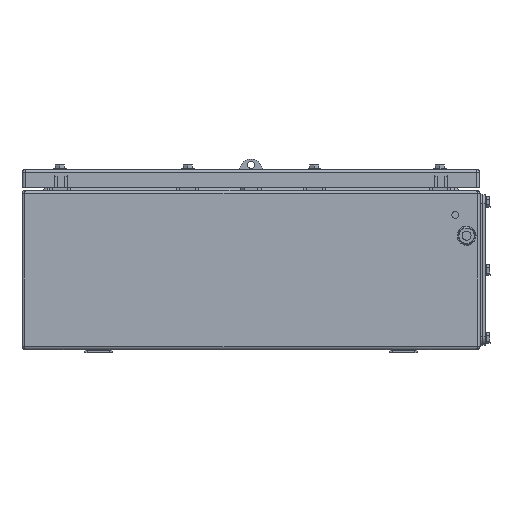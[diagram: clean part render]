
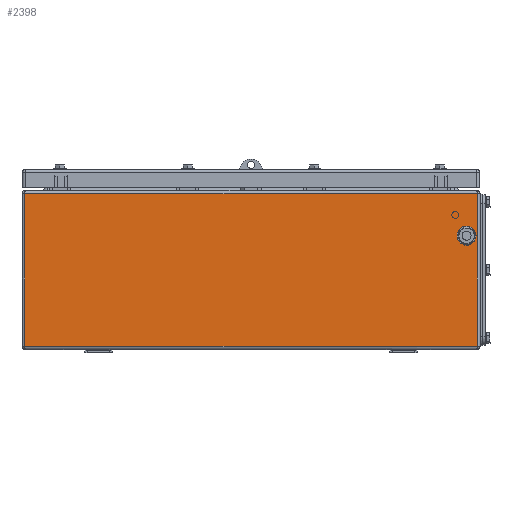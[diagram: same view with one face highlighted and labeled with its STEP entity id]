
A CAD part, left-side view. The second image highlights one B-rep face of the part: STEP entity #2398.
In plain terms, the highlighted planar face has unit normal (-1, 0, 0).
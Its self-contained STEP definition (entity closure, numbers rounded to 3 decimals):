
#2313=AXIS2_PLACEMENT_3D('Plane Axis2P3D',#2310,#2311,#2312) ;
#1650=CARTESIAN_POINT('Vertex',(25.5,14.,176.5)) ;
#1653=CARTESIAN_POINT('Line Origine',(25.5,14.,180.5)) ;
#1657=CARTESIAN_POINT('Vertex',(25.5,14.,7.5)) ;
#2310=CARTESIAN_POINT('Axis2P3D Location',(25.5,519.,180.5)) ;
#2315=CARTESIAN_POINT('Line Origine',(25.5,516.,92.)) ;
#2319=CARTESIAN_POINT('Vertex',(25.5,516.,176.5)) ;
#2321=CARTESIAN_POINT('Vertex',(25.5,516.,7.5)) ;
#2324=CARTESIAN_POINT('Line Origine',(25.5,265.,7.5)) ;
#2329=CARTESIAN_POINT('Line Origine',(25.5,265.,176.5)) ;
#2340=CARTESIAN_POINT('Line Origine',(25.5,31.15,130.)) ;
#2344=CARTESIAN_POINT('Vertex',(25.5,31.15,134.96)) ;
#2346=CARTESIAN_POINT('Vertex',(25.5,31.15,125.04)) ;
#2350=CARTESIAN_POINT('Control Point',(25.5,20.85,134.96)) ;
#2351=CARTESIAN_POINT('Control Point',(25.5,21.304,135.432)) ;
#2352=CARTESIAN_POINT('Control Point',(25.5,21.813,135.851)) ;
#2353=CARTESIAN_POINT('Control Point',(25.5,22.367,136.211)) ;
#2354=CARTESIAN_POINT('Control Point',(25.5,23.549,136.796)) ;
#2355=CARTESIAN_POINT('Control Point',(25.5,24.832,137.1)) ;
#2356=CARTESIAN_POINT('Control Point',(25.5,25.488,137.177)) ;
#2357=CARTESIAN_POINT('Control Point',(25.5,26.806,137.18)) ;
#2358=CARTESIAN_POINT('Control Point',(25.5,28.091,136.885)) ;
#2359=CARTESIAN_POINT('Control Point',(25.5,28.714,136.664)) ;
#2360=CARTESIAN_POINT('Control Point',(25.5,29.609,136.225)) ;
#2361=CARTESIAN_POINT('Control Point',(25.5,30.411,135.642)) ;
#2362=CARTESIAN_POINT('Control Point',(25.5,30.671,135.429)) ;
#2363=CARTESIAN_POINT('Control Point',(25.5,30.918,135.201)) ;
#2364=CARTESIAN_POINT('Control Point',(25.5,31.15,134.96)) ;
#2365=CARTESIAN_POINT('Vertex',(25.5,20.85,134.96)) ;
#2368=CARTESIAN_POINT('Line Origine',(25.5,20.85,130.)) ;
#2372=CARTESIAN_POINT('Vertex',(25.5,20.85,125.04)) ;
#2376=CARTESIAN_POINT('Control Point',(25.5,31.15,125.04)) ;
#2377=CARTESIAN_POINT('Control Point',(25.5,30.696,124.568)) ;
#2378=CARTESIAN_POINT('Control Point',(25.5,30.187,124.149)) ;
#2379=CARTESIAN_POINT('Control Point',(25.5,29.633,123.789)) ;
#2380=CARTESIAN_POINT('Control Point',(25.5,28.451,123.204)) ;
#2381=CARTESIAN_POINT('Control Point',(25.5,27.168,122.9)) ;
#2382=CARTESIAN_POINT('Control Point',(25.5,26.512,122.823)) ;
#2383=CARTESIAN_POINT('Control Point',(25.5,25.194,122.82)) ;
#2384=CARTESIAN_POINT('Control Point',(25.5,23.909,123.115)) ;
#2385=CARTESIAN_POINT('Control Point',(25.5,23.286,123.336)) ;
#2386=CARTESIAN_POINT('Control Point',(25.5,22.391,123.775)) ;
#2387=CARTESIAN_POINT('Control Point',(25.5,21.589,124.358)) ;
#2388=CARTESIAN_POINT('Control Point',(25.5,21.329,124.571)) ;
#2389=CARTESIAN_POINT('Control Point',(25.5,21.082,124.799)) ;
#2390=CARTESIAN_POINT('Control Point',(25.5,20.85,125.04)) ;
#1654=DIRECTION('Vector Direction',(0.,0.,-1.)) ;
#2311=DIRECTION('Axis2P3D Direction',(1.,0.,0.)) ;
#2312=DIRECTION('Axis2P3D XDirection',(0.,1.,0.)) ;
#2316=DIRECTION('Vector Direction',(0.,0.,-1.)) ;
#2325=DIRECTION('Vector Direction',(0.,-1.,0.)) ;
#2330=DIRECTION('Vector Direction',(0.,1.,0.)) ;
#2341=DIRECTION('Vector Direction',(0.,0.,-1.)) ;
#2369=DIRECTION('Vector Direction',(0.,0.,1.)) ;
#1655=VECTOR('Line Direction',#1654,1.) ;
#2317=VECTOR('Line Direction',#2316,1.) ;
#2326=VECTOR('Line Direction',#2325,1.) ;
#2331=VECTOR('Line Direction',#2330,1.) ;
#2342=VECTOR('Line Direction',#2341,1.) ;
#2370=VECTOR('Line Direction',#2369,1.) ;
#2335=ORIENTED_EDGE('',*,*,#2323,.T.) ;
#2336=ORIENTED_EDGE('',*,*,#2328,.T.) ;
#2337=ORIENTED_EDGE('',*,*,#1659,.T.) ;
#2338=ORIENTED_EDGE('',*,*,#2333,.T.) ;
#2393=ORIENTED_EDGE('',*,*,#2348,.F.) ;
#2394=ORIENTED_EDGE('',*,*,#2367,.F.) ;
#2395=ORIENTED_EDGE('',*,*,#2374,.F.) ;
#2396=ORIENTED_EDGE('',*,*,#2391,.F.) ;
#2397=FACE_BOUND('',#2392,.T.) ;
#2398=ADVANCED_FACE('Body',(#2339,#2397),#2314,.F.) ;
#2349=B_SPLINE_CURVE_WITH_KNOTS('',5,(#2350,#2351,#2352,#2353,#2354,#2355,#2356,#2357,#2358,#2359,#2360,#2361,#2362,#2363,#2364),.UNSPECIFIED.,.F.,.U.,(6,3,3,3,6),(0.,4.631,9.263,13.894,16.264),.UNSPECIFIED.) ;
#2375=B_SPLINE_CURVE_WITH_KNOTS('',5,(#2376,#2377,#2378,#2379,#2380,#2381,#2382,#2383,#2384,#2385,#2386,#2387,#2388,#2389,#2390),.UNSPECIFIED.,.F.,.U.,(6,3,3,3,6),(0.,4.631,9.263,13.894,16.264),.UNSPECIFIED.) ;
#1659=EDGE_CURVE('',#1658,#1651,#1656,.F.) ;
#2323=EDGE_CURVE('',#2320,#2322,#2318,.T.) ;
#2328=EDGE_CURVE('',#2322,#1658,#2327,.T.) ;
#2333=EDGE_CURVE('',#1651,#2320,#2332,.T.) ;
#2348=EDGE_CURVE('',#2345,#2347,#2343,.T.) ;
#2367=EDGE_CURVE('',#2366,#2345,#2349,.T.) ;
#2374=EDGE_CURVE('',#2373,#2366,#2371,.T.) ;
#2391=EDGE_CURVE('',#2347,#2373,#2375,.T.) ;
#2334=EDGE_LOOP('',(#2335,#2336,#2337,#2338)) ;
#2392=EDGE_LOOP('',(#2393,#2394,#2395,#2396)) ;
#2339=FACE_OUTER_BOUND('',#2334,.T.) ;
#1656=LINE('Line',#1653,#1655) ;
#2318=LINE('Line',#2315,#2317) ;
#2327=LINE('Line',#2324,#2326) ;
#2332=LINE('Line',#2329,#2331) ;
#2343=LINE('Line',#2340,#2342) ;
#2371=LINE('Line',#2368,#2370) ;
#2314=PLANE('',#2313) ;
#1651=VERTEX_POINT('',#1650) ;
#1658=VERTEX_POINT('',#1657) ;
#2320=VERTEX_POINT('',#2319) ;
#2322=VERTEX_POINT('',#2321) ;
#2345=VERTEX_POINT('',#2344) ;
#2347=VERTEX_POINT('',#2346) ;
#2366=VERTEX_POINT('',#2365) ;
#2373=VERTEX_POINT('',#2372) ;
